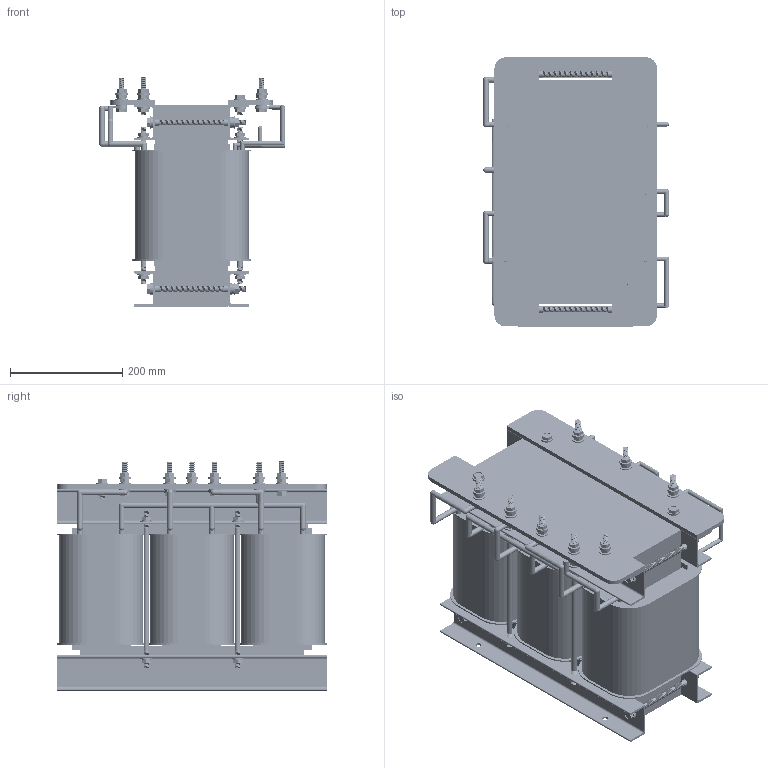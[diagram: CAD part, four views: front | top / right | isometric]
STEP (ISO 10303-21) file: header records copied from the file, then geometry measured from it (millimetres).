
FILE_DESCRIPTION((''),'2;1');
FILE_NAME('010203040506070809_ASM','2018-12-20T',('Administrator'),(''),'PRO/ENGINEER BY PARAMETRIC TECHNOLOGY CORPORATION, 2008380','PRO/ENGINEER BY PARAMETRIC TECHNOLOGY CORPORATION, 2008380','');
FILE_SCHEMA(('CONFIG_CONTROL_DESIGN'));
Length unit declared in the file: millimetre
Products named in the file (24): PRT0017; PRT0003; PRT0002; PRT0004; PRT0005; PRT0006; PRT0008; PRT0011; PRT0012; PRT0009; PRT0010; PRT0013; PRT0014; PRT0016; PRT0018; PRT0020; PRT0021; PRT00201; PRT00202; PRT0022; PRT0023; PRT0024; PRT0025; 010203040506070809_ASM
Assembly tree (79 placements, depth 2):
  010203040506070809_ASM
    PRT0017  x3
    PRT0003  x3
    PRT0002
    PRT0004  x4
    PRT0005  x8
    PRT0006  x4
    PRT0008  x4
    PRT0011  x4
    PRT0012  x16
    PRT0009
    PRT0010
    PRT0013  x3
    PRT0014  x3
    PRT0016  x8
    PRT0018  x8
    PRT0020
    PRT0021
    PRT00201
    PRT00202
    PRT0022
    PRT0023
    PRT0024
    PRT0025
Bounding box: 331.5 x 482 x 409 mm (x, y, z)
Volume: 27130264.4 mm3; surface area: 3019561.3 mm2
Topology: 79 solids, 79 shells, 3604 faces, 10118 edges, 6776 vertices
Faces by surface type: cylinder 2120, plane 822, bspline 616, sphere 46
Entity records: 68018 total; most frequent: CARTESIAN_POINT 44532, ORIENTED_EDGE 5324, DIRECTION 3903, EDGE_CURVE 2662, VERTEX_POINT 1771, AXIS2_PLACEMENT_3D 1393, VECTOR 1117, LINE 1117
